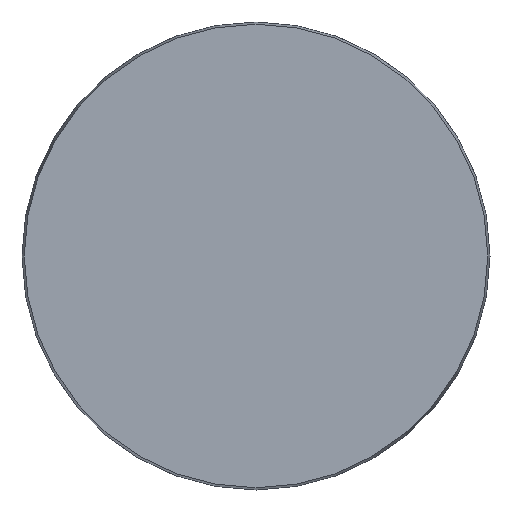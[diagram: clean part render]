
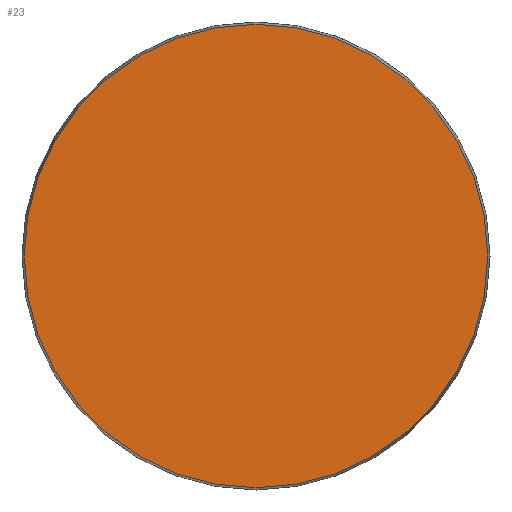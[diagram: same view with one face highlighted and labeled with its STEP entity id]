
A CAD part, front view. The second image highlights one B-rep face of the part: STEP entity #23.
In plain terms, the highlighted planar face has unit normal (0, -1, 0).
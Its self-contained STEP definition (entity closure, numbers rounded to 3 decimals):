
#23 = ADVANCED_FACE ( 'NONE', ( #94 ), #208, .F. ) ;
#27 = CARTESIAN_POINT ( 'NONE',  ( -58.425, 0., 0. ) ) ;
#50 = CARTESIAN_POINT ( 'NONE',  ( 0., 0., -58.425 ) ) ;
#53 = CARTESIAN_POINT ( 'NONE',  ( 0., 0., 0. ) ) ;
#94 = FACE_OUTER_BOUND ( 'NONE', #584, .T. ) ;
#202 = EDGE_CURVE ( 'NONE', #577, #577, #355, .T. ) ;
#208 = PLANE ( 'NONE',  #591 ) ;
#265 = AXIS2_PLACEMENT_3D ( 'NONE', #53, #303, #425 ) ;
#271 = DIRECTION ( 'NONE',  ( 0., 1., 0. ) ) ;
#303 = DIRECTION ( 'NONE',  ( 0., -1., 0. ) ) ;
#355 = CIRCLE ( 'NONE', #265, 58.425 ) ;
#425 = DIRECTION ( 'NONE',  ( 0., 0., -1. ) ) ;
#451 = DIRECTION ( 'NONE',  ( 0., 0., 1. ) ) ;
#455 = ORIENTED_EDGE ( 'NONE', *, *, #202, .T. ) ;
#577 = VERTEX_POINT ( 'NONE', #50 ) ;
#584 = EDGE_LOOP ( 'NONE', ( #455 ) ) ;
#591 = AXIS2_PLACEMENT_3D ( 'NONE', #27, #271, #451 ) ;
